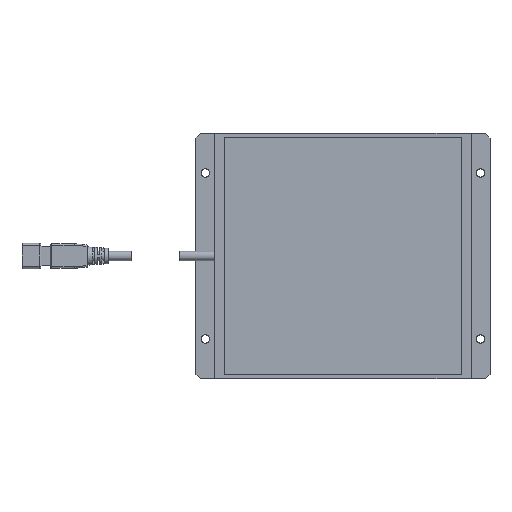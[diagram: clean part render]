
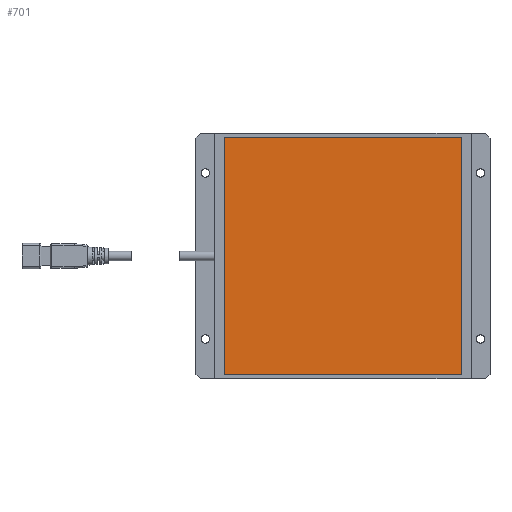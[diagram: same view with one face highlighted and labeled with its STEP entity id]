
A CAD part, top view. The second image highlights one B-rep face of the part: STEP entity #701.
In plain terms, the highlighted planar face has unit normal (0, 0, 1).
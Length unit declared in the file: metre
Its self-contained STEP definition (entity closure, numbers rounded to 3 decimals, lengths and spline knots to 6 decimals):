
#701=ADVANCED_FACE('0:37953',(#1935),#1936,.T.);
#1935=FACE_OUTER_BOUND('',#3568,.T.);
#1936=PLANE('',#3569);
#3568=EDGE_LOOP('',(#6498,#6499,#6500,#6501));
#3569=AXIS2_PLACEMENT_3D('',#6502,#6503,#6504);
#6498=ORIENTED_EDGE('',*,*,#8499,.T.);
#6499=ORIENTED_EDGE('',*,*,#8486,.T.);
#6500=ORIENTED_EDGE('',*,*,#8496,.T.);
#6501=ORIENTED_EDGE('',*,*,#8491,.T.);
#6502=CARTESIAN_POINT('',(0.0255,0.0,0.0164));
#6503=DIRECTION('',(0.0,0.0,1.0));
#6504=DIRECTION('',(1.0,0.0,0.0));
#8486=EDGE_CURVE('0:38101',#8760,#8761,#8762,.T.);
#8491=EDGE_CURVE('0:38092',#8769,#8770,#8771,.T.);
#8496=EDGE_CURVE('0:38089',#8761,#8769,#8778,.T.);
#8499=EDGE_CURVE('0:38083',#8770,#8760,#8781,.T.);
#8760=VERTEX_POINT('',#9087);
#8761=VERTEX_POINT('',#9088);
#8762=LINE('',#9089,#9090);
#8769=VERTEX_POINT('',#9100);
#8770=VERTEX_POINT('',#9101);
#8771=LINE('',#9102,#9103);
#8778=LINE('',#9113,#9114);
#8781=LINE('',#9118,#9119);
#9087=CARTESIAN_POINT('',(-0.0245,0.05,0.0164));
#9088=CARTESIAN_POINT('',(-0.0245,-0.05,0.0164));
#9089=CARTESIAN_POINT('',(-0.0245,0.05,0.0164));
#9090=VECTOR('',#9414,1.0);
#9100=CARTESIAN_POINT('',(0.0755,-0.05,0.0164));
#9101=CARTESIAN_POINT('',(0.0755,0.05,0.0164));
#9102=CARTESIAN_POINT('',(0.0755,-0.05,0.0164));
#9103=VECTOR('',#9418,1.0);
#9113=CARTESIAN_POINT('',(-0.0245,-0.05,0.0164));
#9114=VECTOR('',#9422,1.0);
#9118=CARTESIAN_POINT('',(0.0755,0.05,0.0164));
#9119=VECTOR('',#9424,1.0);
#9414=DIRECTION('',(0.0,-1.0,0.0));
#9418=DIRECTION('',(0.0,1.0,0.0));
#9422=DIRECTION('',(1.0,0.0,0.0));
#9424=DIRECTION('',(-1.0,0.0,0.0));
